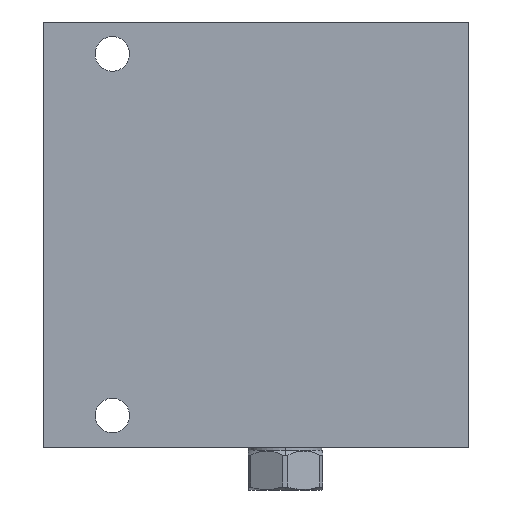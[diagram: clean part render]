
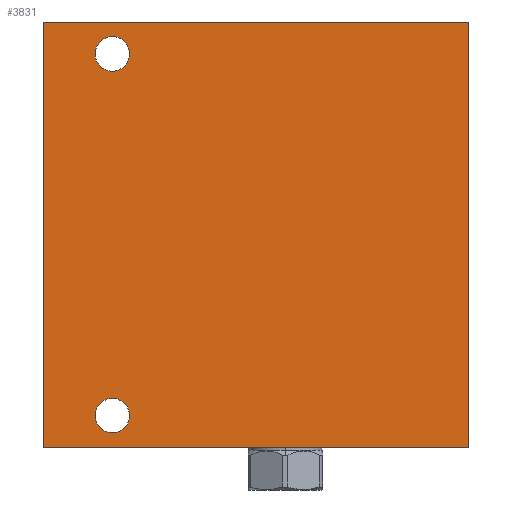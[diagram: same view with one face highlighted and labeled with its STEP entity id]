
A CAD part, left-side view. The second image highlights one B-rep face of the part: STEP entity #3831.
In plain terms, the highlighted planar face has unit normal (-1, 0, 0).
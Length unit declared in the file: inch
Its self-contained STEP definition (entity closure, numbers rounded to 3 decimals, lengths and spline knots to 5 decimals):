
#1=DIRECTION('',(0.,-1.,0.));
#2=VECTOR('',#1,5.);
#3=CARTESIAN_POINT('',(0.,0.,0.));
#4=LINE('',#3,#2);
#47=DIRECTION('',(0.,0.,1.));
#48=VECTOR('',#47,5.);
#49=CARTESIAN_POINT('',(0.,0.,0.));
#50=LINE('',#49,#48);
#51=CARTESIAN_POINT('',(0.,-0.812,4.625));
#52=DIRECTION('',(-1.,0.,0.));
#53=DIRECTION('',(0.,1.,0.));
#54=AXIS2_PLACEMENT_3D('',#51,#52,#53);
#56=CARTESIAN_POINT('',(0.,-0.812,4.625));
#57=DIRECTION('',(-1.,0.,0.));
#58=DIRECTION('',(0.,-1.,0.));
#59=AXIS2_PLACEMENT_3D('',#56,#57,#58);
#61=CARTESIAN_POINT('',(0.,-0.812,0.375));
#62=DIRECTION('',(-1.,0.,0.));
#63=DIRECTION('',(0.,1.,0.));
#64=AXIS2_PLACEMENT_3D('',#61,#62,#63);
#66=CARTESIAN_POINT('',(0.,-0.812,0.375));
#67=DIRECTION('',(-1.,0.,0.));
#68=DIRECTION('',(0.,-1.,0.));
#69=AXIS2_PLACEMENT_3D('',#66,#67,#68);
#139=DIRECTION('',(0.,0.,1.));
#140=VECTOR('',#139,5.);
#141=CARTESIAN_POINT('',(0.,-5.,0.));
#142=LINE('',#141,#140);
#163=DIRECTION('',(0.,-1.,0.));
#164=VECTOR('',#163,5.);
#165=CARTESIAN_POINT('',(0.,0.,5.));
#166=LINE('',#165,#164);
#3336=CARTESIAN_POINT('',(0.,0.,0.));
#3337=CARTESIAN_POINT('',(0.,-5.,0.));
#3338=VERTEX_POINT('',#3336);
#3339=VERTEX_POINT('',#3337);
#3344=CARTESIAN_POINT('',(0.,0.,5.));
#3345=CARTESIAN_POINT('',(0.,-5.,5.));
#3346=VERTEX_POINT('',#3344);
#3347=VERTEX_POINT('',#3345);
#3457=CARTESIAN_POINT('',(0.,-0.609,4.625));
#3458=CARTESIAN_POINT('',(0.,-1.015,4.625));
#3459=VERTEX_POINT('',#3457);
#3460=VERTEX_POINT('',#3458);
#3465=CARTESIAN_POINT('',(0.,-0.609,0.375));
#3466=CARTESIAN_POINT('',(0.,-1.015,0.375));
#3467=VERTEX_POINT('',#3465);
#3468=VERTEX_POINT('',#3466);
#3805=CARTESIAN_POINT('',(0.,0.,0.));
#3806=DIRECTION('',(-1.,0.,0.));
#3807=DIRECTION('',(0.,-1.,0.));
#3808=AXIS2_PLACEMENT_3D('',#3805,#3806,#3807);
#3809=PLANE('',#3808);
#3810=ORIENTED_EDGE('',*,*,#3776,.F.);
#3812=ORIENTED_EDGE('',*,*,#3811,.T.);
#3814=ORIENTED_EDGE('',*,*,#3813,.T.);
#3816=ORIENTED_EDGE('',*,*,#3815,.F.);
#3817=EDGE_LOOP('',(#3810,#3812,#3814,#3816));
#3818=FACE_OUTER_BOUND('',#3817,.F.);
#3820=ORIENTED_EDGE('',*,*,#3819,.T.);
#3822=ORIENTED_EDGE('',*,*,#3821,.T.);
#3823=EDGE_LOOP('',(#3820,#3822));
#3824=FACE_BOUND('',#3823,.F.);
#3826=ORIENTED_EDGE('',*,*,#3825,.T.);
#3828=ORIENTED_EDGE('',*,*,#3827,.T.);
#3829=EDGE_LOOP('',(#3826,#3828));
#3830=FACE_BOUND('',#3829,.F.);
#3831=ADVANCED_FACE('',(#3818,#3824,#3830),#3809,.T.);
#55=CIRCLE('',#54,0.203);
#60=CIRCLE('',#59,0.203);
#65=CIRCLE('',#64,0.203);
#70=CIRCLE('',#69,0.203);
#3776=EDGE_CURVE('',#3338,#3339,#4,.T.);
#3811=EDGE_CURVE('',#3338,#3346,#50,.T.);
#3813=EDGE_CURVE('',#3346,#3347,#166,.T.);
#3815=EDGE_CURVE('',#3339,#3347,#142,.T.);
#3819=EDGE_CURVE('',#3459,#3460,#55,.T.);
#3821=EDGE_CURVE('',#3460,#3459,#60,.T.);
#3825=EDGE_CURVE('',#3467,#3468,#65,.T.);
#3827=EDGE_CURVE('',#3468,#3467,#70,.T.);
